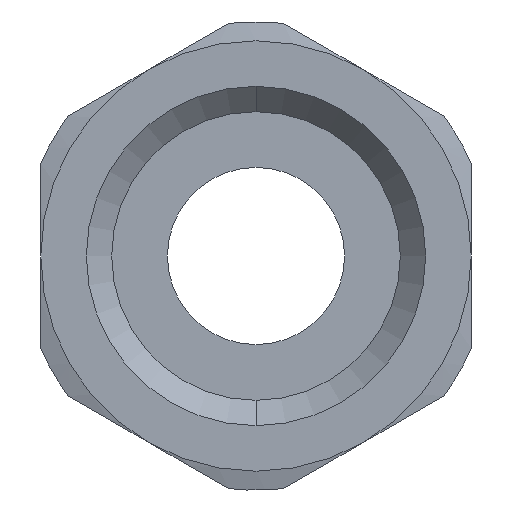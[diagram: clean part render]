
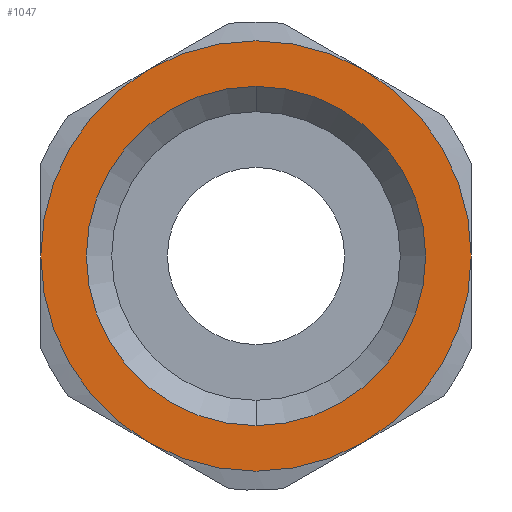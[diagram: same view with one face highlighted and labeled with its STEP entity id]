
A CAD part, front view. The second image highlights one B-rep face of the part: STEP entity #1047.
In plain terms, the highlighted planar face has unit normal (0, -1, 0).
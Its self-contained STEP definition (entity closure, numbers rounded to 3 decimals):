
#102=CARTESIAN_POINT('',(8.5,0.,0.));
#151=CARTESIAN_POINT('',(4.25,0.,
-7.361));
#187=CARTESIAN_POINT('',(0.,0.,0.));
#188=DIRECTION('',(0.,1.,0.));
#189=DIRECTION('',(-1.,0.,0.));
#190=AXIS2_PLACEMENT_3D('',#187,#188,#189);
#192=CARTESIAN_POINT('',(0.,0.,0.));
#193=DIRECTION('',(0.,1.,0.));
#194=DIRECTION('',(-0.5,0.,0.866));
#195=AXIS2_PLACEMENT_3D('',#192,#193,#194);
#197=CARTESIAN_POINT('',(0.,0.,0.));
#198=DIRECTION('',(0.,1.,0.));
#199=DIRECTION('',(0.5,0.,0.866));
#200=AXIS2_PLACEMENT_3D('',#197,#198,#199);
#202=CARTESIAN_POINT('',(0.,0.,0.));
#203=DIRECTION('',(0.,-1.,0.));
#204=DIRECTION('',(0.5,0.,-0.866));
#205=AXIS2_PLACEMENT_3D('',#202,#203,#204);
#207=CARTESIAN_POINT('',(0.,0.,0.));
#208=DIRECTION('',(0.,-1.,0.));
#209=DIRECTION('',(-0.5,0.,-0.866));
#210=AXIS2_PLACEMENT_3D('',#207,#208,#209);
#212=CARTESIAN_POINT('',(0.,0.,0.));
#213=DIRECTION('',(0.,-1.,0.));
#214=DIRECTION('',(-1.,0.,0.));
#215=AXIS2_PLACEMENT_3D('',#212,#213,#214);
#217=CARTESIAN_POINT('',(0.,0.,0.));
#218=DIRECTION('',(0.,-1.,0.));
#219=DIRECTION('',(0.,0.,1.));
#220=AXIS2_PLACEMENT_3D('',#217,#218,#219);
#222=CARTESIAN_POINT('',(0.,0.,0.));
#223=DIRECTION('',(0.,-1.,0.));
#224=DIRECTION('',(0.,0.,-1.));
#225=AXIS2_PLACEMENT_3D('',#222,#223,#224);
#270=CARTESIAN_POINT('',(4.25,0.,
7.361));
#302=CARTESIAN_POINT('',(-8.5,0.,0.));
#355=CARTESIAN_POINT('',(-4.25,0.,
7.361));
#591=CARTESIAN_POINT('',(-4.25,0.,
-7.361));
#641=CARTESIAN_POINT('',(0.,0.,6.7));
#642=CARTESIAN_POINT('',(0.,0.,-6.7));
#643=VERTEX_POINT('',#641);
#644=VERTEX_POINT('',#642);
#671=VERTEX_POINT('',#102);
#672=VERTEX_POINT('',#302);
#673=VERTEX_POINT('',#355);
#674=VERTEX_POINT('',#270);
#695=VERTEX_POINT('',#151);
#696=VERTEX_POINT('',#591);
#1025=CARTESIAN_POINT('',(0.,0.,0.));
#1026=DIRECTION('',(0.,1.,0.));
#1027=DIRECTION('',(1.,0.,0.));
#1028=AXIS2_PLACEMENT_3D('',#1025,#1026,#1027);
#1029=PLANE('',#1028);
#1031=ORIENTED_EDGE('',*,*,#1030,.T.);
#1033=ORIENTED_EDGE('',*,*,#1032,.T.);
#1035=ORIENTED_EDGE('',*,*,#1034,.T.);
#1036=ORIENTED_EDGE('',*,*,#991,.F.);
#1037=ORIENTED_EDGE('',*,*,#1005,.F.);
#1038=ORIENTED_EDGE('',*,*,#1020,.F.);
#1039=EDGE_LOOP('',(#1031,#1033,#1035,#1036,#1037,#1038));
#1040=FACE_OUTER_BOUND('',#1039,.F.);
#1042=ORIENTED_EDGE('',*,*,#1041,.T.);
#1044=ORIENTED_EDGE('',*,*,#1043,.T.);
#1045=EDGE_LOOP('',(#1042,#1044));
#1046=FACE_BOUND('',#1045,.F.);
#1047=ADVANCED_FACE('',(#1040,#1046),#1029,.F.);
#191=CIRCLE('',#190,8.5);
#196=CIRCLE('',#195,8.5);
#201=CIRCLE('',#200,8.5);
#206=CIRCLE('',#205,8.5);
#211=CIRCLE('',#210,8.5);
#216=CIRCLE('',#215,8.5);
#221=CIRCLE('',#220,6.7);
#226=CIRCLE('',#225,6.7);
#991=EDGE_CURVE('',#695,#671,#206,.T.);
#1005=EDGE_CURVE('',#696,#695,#211,.T.);
#1020=EDGE_CURVE('',#672,#696,#216,.T.);
#1030=EDGE_CURVE('',#672,#673,#191,.T.);
#1032=EDGE_CURVE('',#673,#674,#196,.T.);
#1034=EDGE_CURVE('',#674,#671,#201,.T.);
#1041=EDGE_CURVE('',#643,#644,#221,.T.);
#1043=EDGE_CURVE('',#644,#643,#226,.T.);
